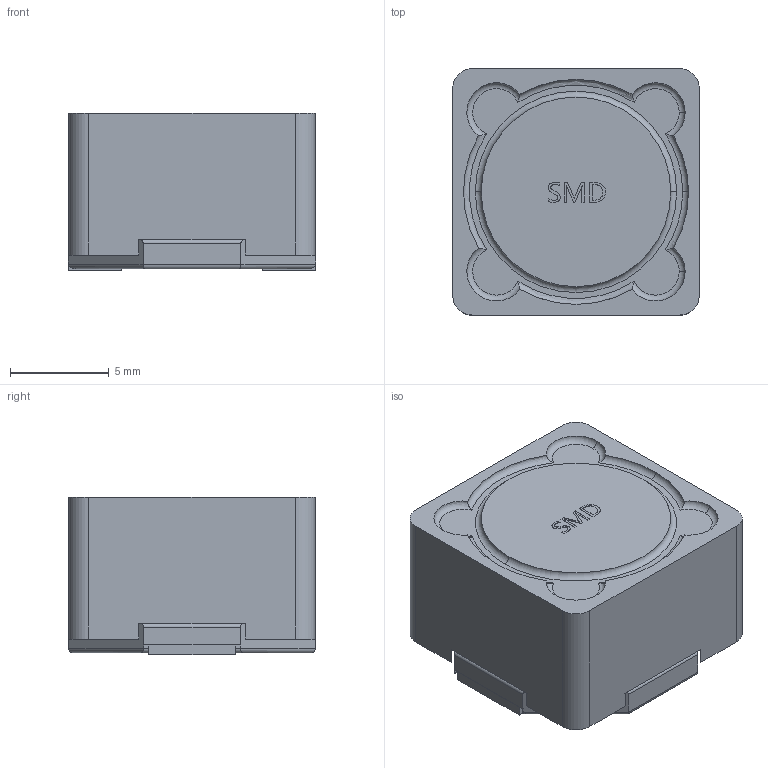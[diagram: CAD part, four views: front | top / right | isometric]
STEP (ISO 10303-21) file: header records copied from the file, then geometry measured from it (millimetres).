
FILE_DESCRIPTION (( 'STEP AP214' ), '1' );
FILE_NAME ('IND-SMD_L12.5-W12.5-H8.0.step', '2022-07-08T23:36:34', ( '' ), ( '' ), 'SwSTEP 2.0', 'SolidWorks 2020', '' );
FILE_SCHEMA (( 'AUTOMOTIVE_DESIGN' ));
Length unit declared in the file: millimetre
Products named in the file (1): IND-SMD_L12.5-W12.5-H8.0
Bounding box: 12.57 x 12.5 x 8 mm (x, y, z)
Volume: 1185.7 mm3; surface area: 1052.2 mm2
Topology: 4 solids, 4 shells, 428 faces, 1148 edges, 760 vertices
Faces by surface type: plane 257, bspline 134, cylinder 24, torus 13
Entity records: 19689 total; most frequent: CARTESIAN_POINT 5795, ORIENTED_EDGE 2296, DIRECTION 1485, EDGE_CURVE 1148, LINE 801, VECTOR 801, VERTEX_POINT 760, EDGE_LOOP 460
